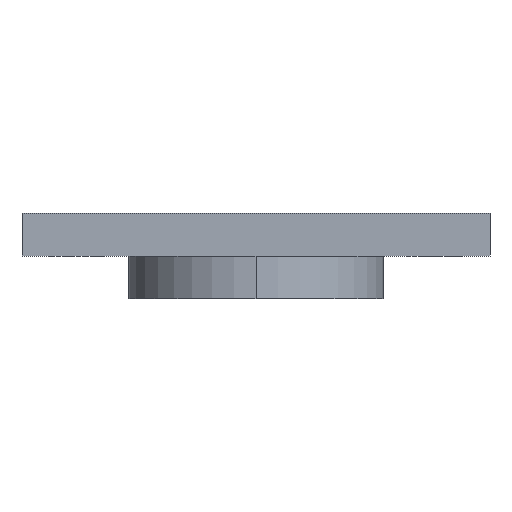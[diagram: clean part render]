
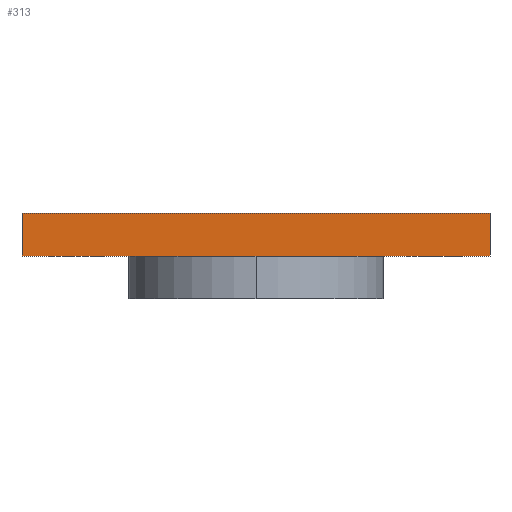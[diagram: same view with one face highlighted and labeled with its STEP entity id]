
A CAD part, left-side view. The second image highlights one B-rep face of the part: STEP entity #313.
In plain terms, the highlighted planar face has unit normal (-1, 0, 0).
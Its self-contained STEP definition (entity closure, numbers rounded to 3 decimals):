
#101 = VERTEX_POINT ( 'NONE', #932 ) ;
#124 = CARTESIAN_POINT ( 'NONE',  ( -35., -27.5, 10. ) ) ;
#139 = DIRECTION ( 'NONE',  ( 0., -1., 0. ) ) ;
#145 = VECTOR ( 'NONE', #139, 1000. ) ;
#233 = CARTESIAN_POINT ( 'NONE',  ( -35., -27.5, 5. ) ) ;
#263 = EDGE_LOOP ( 'NONE', ( #644, #1133, #519, #530 ) ) ;
#273 = LINE ( 'NONE', #1023, #585 ) ;
#313 = ADVANCED_FACE ( 'NONE', ( #797 ), #544, .F. ) ;
#341 = CARTESIAN_POINT ( 'NONE',  ( -35., -27.5, 10. ) ) ;
#378 = AXIS2_PLACEMENT_3D ( 'NONE', #341, #1073, #511 ) ;
#390 = VECTOR ( 'NONE', #1190, 1000. ) ;
#436 = CARTESIAN_POINT ( 'NONE',  ( -35., 27.5, 5. ) ) ;
#441 = EDGE_CURVE ( 'NONE', #999, #886, #1059, .T. ) ;
#511 = DIRECTION ( 'NONE',  ( 0., 0., -1. ) ) ;
#519 = ORIENTED_EDGE ( 'NONE', *, *, #1005, .F. ) ;
#530 = ORIENTED_EDGE ( 'NONE', *, *, #1088, .T. ) ;
#544 = PLANE ( 'NONE',  #378 ) ;
#557 = CARTESIAN_POINT ( 'NONE',  ( -35., -27.5, 10. ) ) ;
#585 = VECTOR ( 'NONE', #650, 1000. ) ;
#644 = ORIENTED_EDGE ( 'NONE', *, *, #441, .T. ) ;
#650 = DIRECTION ( 'NONE',  ( 0., 0., -1. ) ) ;
#797 = FACE_OUTER_BOUND ( 'NONE', #263, .T. ) ;
#886 = VERTEX_POINT ( 'NONE', #233 ) ;
#929 = DIRECTION ( 'NONE',  ( 0., -1., 0. ) ) ;
#932 = CARTESIAN_POINT ( 'NONE',  ( -35., 27.5, 10. ) ) ;
#937 = CARTESIAN_POINT ( 'NONE',  ( -35., 27.5, 10. ) ) ;
#949 = VECTOR ( 'NONE', #929, 1000. ) ;
#973 = CARTESIAN_POINT ( 'NONE',  ( -35., -27.5, 5. ) ) ;
#999 = VERTEX_POINT ( 'NONE', #436 ) ;
#1000 = EDGE_CURVE ( 'NONE', #1194, #886, #273, .T. ) ;
#1005 = EDGE_CURVE ( 'NONE', #101, #1194, #1105, .T. ) ;
#1023 = CARTESIAN_POINT ( 'NONE',  ( -35., -27.5, 10. ) ) ;
#1059 = LINE ( 'NONE', #973, #145 ) ;
#1073 = DIRECTION ( 'NONE',  ( 1., 0., 0. ) ) ;
#1082 = LINE ( 'NONE', #937, #390 ) ;
#1088 = EDGE_CURVE ( 'NONE', #101, #999, #1082, .T. ) ;
#1105 = LINE ( 'NONE', #557, #949 ) ;
#1133 = ORIENTED_EDGE ( 'NONE', *, *, #1000, .F. ) ;
#1190 = DIRECTION ( 'NONE',  ( 0., 0., -1. ) ) ;
#1194 = VERTEX_POINT ( 'NONE', #124 ) ;
